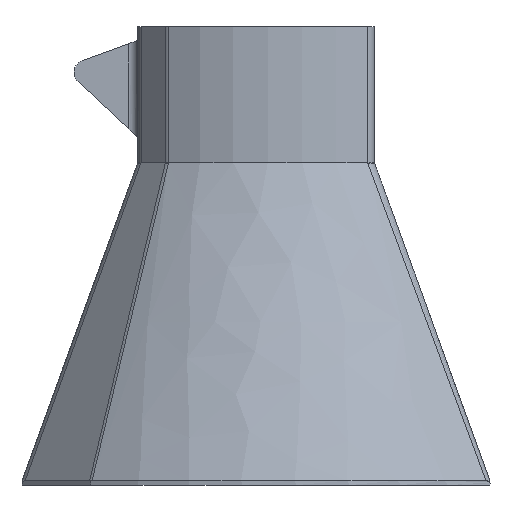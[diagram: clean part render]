
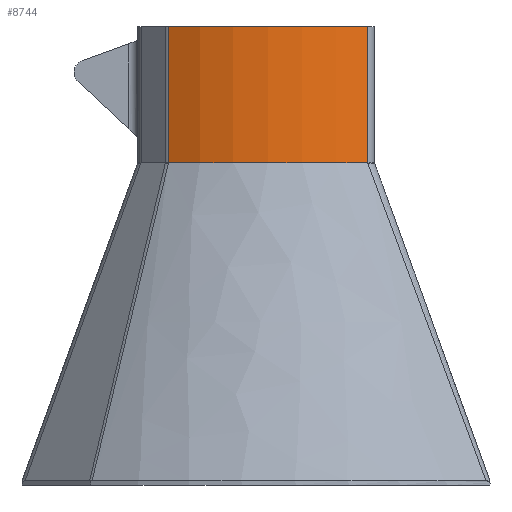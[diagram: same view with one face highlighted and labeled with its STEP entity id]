
A CAD part, left-side view. The second image highlights one B-rep face of the part: STEP entity #8744.
In plain terms, the highlighted cylindrical face has radius 44.433 mm (diameter 88.867 mm), a partial arc.
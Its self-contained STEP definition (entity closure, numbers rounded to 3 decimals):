
#2160 = PLANE('',#2161);
#2161 = AXIS2_PLACEMENT_3D('',#2162,#2163,#2164);
#2162 = CARTESIAN_POINT('',(0.,2.068,30.));
#2163 = DIRECTION('',(0.,0.,1.));
#2164 = DIRECTION('',(1.,0.,0.));
#4808 = VERTEX_POINT('',#4809);
#4809 = CARTESIAN_POINT('',(-34.857,22.285,30.));
#4824 = CYLINDRICAL_SURFACE('',#4825,3.);
#4825 = AXIS2_PLACEMENT_3D('',#4826,#4827,#4828);
#4826 = CARTESIAN_POINT('',(-32.262,20.781,30.));
#4827 = DIRECTION('',(-0.,-0.,-1.));
#4828 = DIRECTION('',(-0.664,0.747,0.));
#4836 = EDGE_CURVE('',#4837,#4808,#4839,.T.);
#4837 = VERTEX_POINT('',#4838);
#4838 = CARTESIAN_POINT('',(-35.271,-21.555,30.));
#4839 = SURFACE_CURVE('',#4840,(#4845,#4856),.PCURVE_S1.);
#4840 = CIRCLE('',#4841,44.433);
#4841 = AXIS2_PLACEMENT_3D('',#4842,#4843,#4844);
#4842 = CARTESIAN_POINT('',(3.583,0.,30.));
#4843 = DIRECTION('',(0.,0.,-1.));
#4844 = DIRECTION('',(1.,0.,0.));
#4845 = PCURVE('',#2160,#4846);
#4846 = DEFINITIONAL_REPRESENTATION('',(#4847),#4855);
#4847 = ( BOUNDED_CURVE() B_SPLINE_CURVE(2,(#4848,#4849,#4850,#4851,
#4852,#4853,#4854),.UNSPECIFIED.,.T.,.F.) B_SPLINE_CURVE_WITH_KNOTS((1,2
    ,2,2,2,1),(-2.094,0.,2.094,4.189,
6.283,8.378),.UNSPECIFIED.) CURVE() 
GEOMETRIC_REPRESENTATION_ITEM() RATIONAL_B_SPLINE_CURVE((1.,0.5,1.,0.5,
1.,0.5,1.)) REPRESENTATION_ITEM('') );
#4848 = CARTESIAN_POINT('',(48.017,-2.068));
#4849 = CARTESIAN_POINT('',(48.017,-79.029));
#4850 = CARTESIAN_POINT('',(-18.633,-40.549));
#4851 = CARTESIAN_POINT('',(-85.283,-2.068));
#4852 = CARTESIAN_POINT('',(-18.633,36.412));
#4853 = CARTESIAN_POINT('',(48.017,74.892));
#4854 = CARTESIAN_POINT('',(48.017,-2.068));
#4855 = ( GEOMETRIC_REPRESENTATION_CONTEXT(2) 
PARAMETRIC_REPRESENTATION_CONTEXT() REPRESENTATION_CONTEXT('2D SPACE',''
  ) );
#4856 = PCURVE('',#4857,#4862);
#4857 = CYLINDRICAL_SURFACE('',#4858,44.433);
#4858 = AXIS2_PLACEMENT_3D('',#4859,#4860,#4861);
#4859 = CARTESIAN_POINT('',(3.583,0.,0.));
#4860 = DIRECTION('',(-0.,-0.,-1.));
#4861 = DIRECTION('',(1.,0.,0.));
#4862 = DEFINITIONAL_REPRESENTATION('',(#4863),#4867);
#4863 = LINE('',#4864,#4865);
#4864 = CARTESIAN_POINT('',(-6.283,-30.));
#4865 = VECTOR('',#4866,1.);
#4866 = DIRECTION('',(1.,-0.));
#4867 = ( GEOMETRIC_REPRESENTATION_CONTEXT(2) 
PARAMETRIC_REPRESENTATION_CONTEXT() REPRESENTATION_CONTEXT('2D SPACE',''
  ) );
#4886 = CYLINDRICAL_SURFACE('',#4887,3.);
#4887 = AXIS2_PLACEMENT_3D('',#4888,#4889,#4890);
#4888 = CARTESIAN_POINT('',(-32.648,-20.1,30.));
#4889 = DIRECTION('',(-0.,-0.,-1.));
#4890 = DIRECTION('',(-0.874,-0.485,0.));
#8344 = EDGE_CURVE('',#4808,#8345,#8347,.T.);
#8345 = VERTEX_POINT('',#8346);
#8346 = CARTESIAN_POINT('',(-34.857,22.285,0.));
#8347 = SURFACE_CURVE('',#8348,(#8352,#8359),.PCURVE_S1.);
#8348 = LINE('',#8349,#8350);
#8349 = CARTESIAN_POINT('',(-34.857,22.285,30.));
#8350 = VECTOR('',#8351,1.);
#8351 = DIRECTION('',(-0.,-0.,-1.));
#8352 = PCURVE('',#4824,#8353);
#8353 = DEFINITIONAL_REPRESENTATION('',(#8354),#8358);
#8354 = LINE('',#8355,#8356);
#8355 = CARTESIAN_POINT('',(-0.319,0.));
#8356 = VECTOR('',#8357,1.);
#8357 = DIRECTION('',(-0.,1.));
#8358 = ( GEOMETRIC_REPRESENTATION_CONTEXT(2) 
PARAMETRIC_REPRESENTATION_CONTEXT() REPRESENTATION_CONTEXT('2D SPACE',''
  ) );
#8359 = PCURVE('',#4857,#8360);
#8360 = DEFINITIONAL_REPRESENTATION('',(#8361),#8365);
#8361 = LINE('',#8362,#8363);
#8362 = CARTESIAN_POINT('',(-2.616,-30.));
#8363 = VECTOR('',#8364,1.);
#8364 = DIRECTION('',(-0.,1.));
#8365 = ( GEOMETRIC_REPRESENTATION_CONTEXT(2) 
PARAMETRIC_REPRESENTATION_CONTEXT() REPRESENTATION_CONTEXT('2D SPACE',''
  ) );
#8744 = ADVANCED_FACE('',(#8745),#4857,.T.);
#8745 = FACE_BOUND('',#8746,.F.);
#8746 = EDGE_LOOP('',(#8747,#8789,#8790,#8791));
#8747 = ORIENTED_EDGE('',*,*,#8748,.T.);
#8748 = EDGE_CURVE('',#8749,#8345,#8751,.T.);
#8749 = VERTEX_POINT('',#8750);
#8750 = CARTESIAN_POINT('',(-35.271,-21.555,0.));
#8751 = SURFACE_CURVE('',#8752,(#8757,#8764),.PCURVE_S1.);
#8752 = CIRCLE('',#8753,44.433);
#8753 = AXIS2_PLACEMENT_3D('',#8754,#8755,#8756);
#8754 = CARTESIAN_POINT('',(3.583,0.,0.));
#8755 = DIRECTION('',(0.,0.,-1.));
#8756 = DIRECTION('',(1.,0.,0.));
#8757 = PCURVE('',#4857,#8758);
#8758 = DEFINITIONAL_REPRESENTATION('',(#8759),#8763);
#8759 = LINE('',#8760,#8761);
#8760 = CARTESIAN_POINT('',(-6.283,0.));
#8761 = VECTOR('',#8762,1.);
#8762 = DIRECTION('',(1.,-0.));
#8763 = ( GEOMETRIC_REPRESENTATION_CONTEXT(2) 
PARAMETRIC_REPRESENTATION_CONTEXT() REPRESENTATION_CONTEXT('2D SPACE',''
  ) );
#8764 = PCURVE('',#8765,#8784);
#8765 = B_SPLINE_SURFACE_WITH_KNOTS('',8,1,(
    (#8766,#8767)
    ,(#8768,#8769)
    ,(#8770,#8771)
    ,(#8772,#8773)
    ,(#8774,#8775)
    ,(#8776,#8777)
    ,(#8778,#8779)
    ,(#8780,#8781)
    ,(#8782,#8783
    )),.UNSPECIFIED.,.F.,.F.,.F.,(9,9),(2,2),(2.542,
    3.91),(0.,1.),.PIECEWISE_BEZIER_KNOTS.);
#8766 = CARTESIAN_POINT('',(-34.609,22.708,0.));
#8767 = CARTESIAN_POINT('',(-54.15,39.427,-70.));
#8768 = CARTESIAN_POINT('',(-37.684,17.537,0.));
#8769 = CARTESIAN_POINT('',(-60.889,29.559,-70.));
#8770 = CARTESIAN_POINT('',(-39.958,11.891,0.));
#8771 = CARTESIAN_POINT('',(-65.7,18.375,
    -70.));
#8772 = CARTESIAN_POINT('',(-41.346,5.913,0.));
#8773 = CARTESIAN_POINT('',(-68.284,6.314,-70.));
#8774 = CARTESIAN_POINT('',(-41.794,-0.234,0.));
#8775 = CARTESIAN_POINT('',(-68.46,-6.104,
    -70.));
#8776 = CARTESIAN_POINT('',(-41.283,-6.375,0.));
#8777 = CARTESIAN_POINT('',(-66.197,-18.314,-70.));
#8778 = CARTESIAN_POINT('',(-39.833,-12.338,0.));
#8779 = CARTESIAN_POINT('',(-61.621,-29.769,
    -70.));
#8780 = CARTESIAN_POINT('',(-37.501,-17.961,0.));
#8781 = CARTESIAN_POINT('',(-54.997,-39.984,-70.));
#8782 = CARTESIAN_POINT('',(-34.373,-23.1,0.));
#8783 = CARTESIAN_POINT('',(-46.694,-48.578,-70.));
#8784 = DEFINITIONAL_REPRESENTATION('',(#8785),#8788);
#8785 = B_SPLINE_CURVE_WITH_KNOTS('',1,(#8786,#8787),.UNSPECIFIED.,.F.,
  .F.,(2,2),(2.595,3.678),.PIECEWISE_BEZIER_KNOTS.);
#8786 = CARTESIAN_POINT('',(3.91,0.));
#8787 = CARTESIAN_POINT('',(2.542,0.));
#8788 = ( GEOMETRIC_REPRESENTATION_CONTEXT(2) 
PARAMETRIC_REPRESENTATION_CONTEXT() REPRESENTATION_CONTEXT('2D SPACE',''
  ) );
#8789 = ORIENTED_EDGE('',*,*,#8344,.F.);
#8790 = ORIENTED_EDGE('',*,*,#4836,.F.);
#8791 = ORIENTED_EDGE('',*,*,#8792,.T.);
#8792 = EDGE_CURVE('',#4837,#8749,#8793,.T.);
#8793 = SURFACE_CURVE('',#8794,(#8798,#8805),.PCURVE_S1.);
#8794 = LINE('',#8795,#8796);
#8795 = CARTESIAN_POINT('',(-35.271,-21.555,30.));
#8796 = VECTOR('',#8797,1.);
#8797 = DIRECTION('',(-0.,-0.,-1.));
#8798 = PCURVE('',#4857,#8799);
#8799 = DEFINITIONAL_REPRESENTATION('',(#8800),#8804);
#8800 = LINE('',#8801,#8802);
#8801 = CARTESIAN_POINT('',(-3.648,-30.));
#8802 = VECTOR('',#8803,1.);
#8803 = DIRECTION('',(-0.,1.));
#8804 = ( GEOMETRIC_REPRESENTATION_CONTEXT(2) 
PARAMETRIC_REPRESENTATION_CONTEXT() REPRESENTATION_CONTEXT('2D SPACE',''
  ) );
#8805 = PCURVE('',#4886,#8806);
#8806 = DEFINITIONAL_REPRESENTATION('',(#8807),#8811);
#8807 = LINE('',#8808,#8809);
#8808 = CARTESIAN_POINT('',(-0.,0.));
#8809 = VECTOR('',#8810,1.);
#8810 = DIRECTION('',(-0.,1.));
#8811 = ( GEOMETRIC_REPRESENTATION_CONTEXT(2) 
PARAMETRIC_REPRESENTATION_CONTEXT() REPRESENTATION_CONTEXT('2D SPACE',''
  ) );
